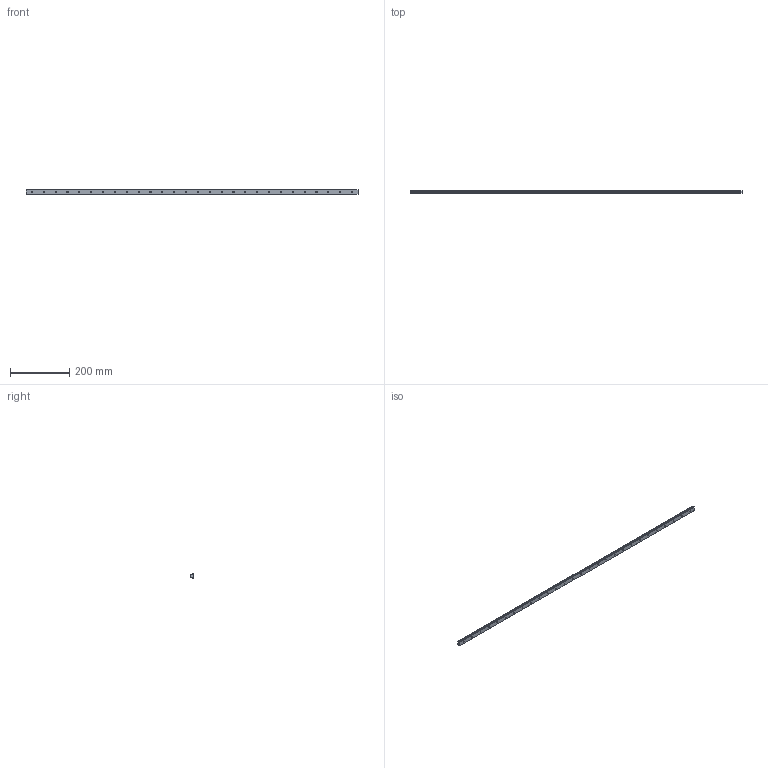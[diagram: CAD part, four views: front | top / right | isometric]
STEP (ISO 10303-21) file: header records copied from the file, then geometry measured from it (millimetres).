
FILE_DESCRIPTION (( 'STEP AP214' ), '1' );
FILE_NAME ('SRS15MSS-1120LM_G20_0_0_0_0_0_1.STEP', '2021-08-11T11:33:54', ( '' ), ( '' ), 'SwSTEP 2.0', 'SolidWorks 2021', '' );
FILE_SCHEMA (( 'AUTOMOTIVE_DESIGN' ));
Length unit declared in the file: millimetre
Products named in the file (2): _SRS15M112020 Track; SRS15MSS-1120LM_G20_0_0_0_0_0_1
Assembly tree (1 placements, depth 2):
  SRS15MSS-1120LM_G20_0_0_0_0_0_1
    _SRS15M112020 Track
Bounding box: 1120 x 9.5 x 15 mm (x, y, z)
Volume: 135734.3 mm3; surface area: 57499.4 mm2
Topology: 1 solids, 1 shells, 163 faces, 399 edges, 266 vertices
Faces by surface type: cylinder 119, plane 44
Entity records: 5109 total; most frequent: DIRECTION 971, CARTESIAN_POINT 832, ORIENTED_EDGE 798, AXIS2_PLACEMENT_3D 405, EDGE_CURVE 399, VERTEX_POINT 266, EDGE_LOOP 247, CIRCLE 238
